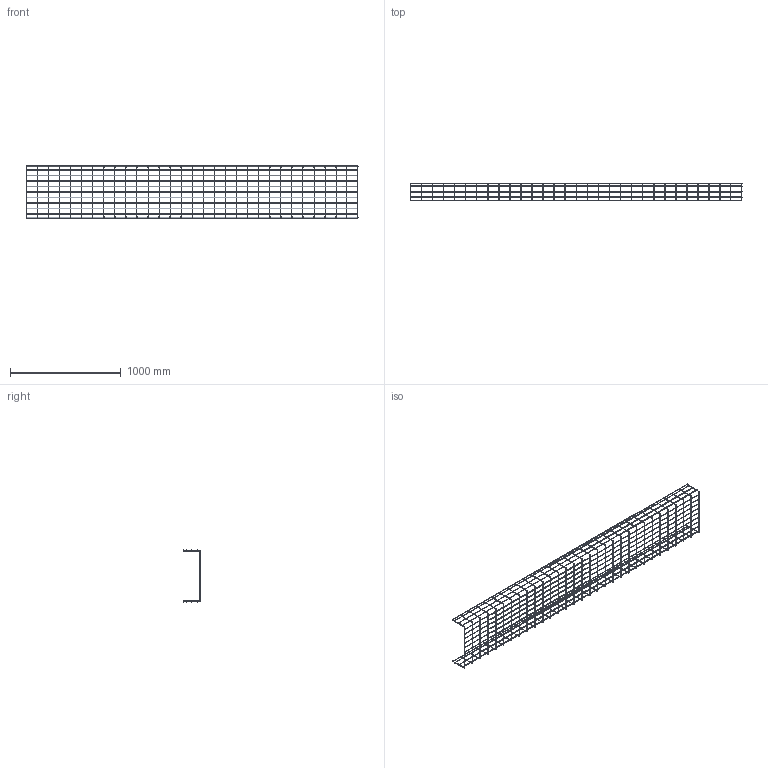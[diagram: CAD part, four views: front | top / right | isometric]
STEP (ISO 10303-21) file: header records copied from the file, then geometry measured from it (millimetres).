
FILE_DESCRIPTION (( 'STEP AP214' ), '1' );
FILE_NAME ('LCM15450-BLK_3D.step', '2024-04-19T22:05:20', ( '' ), ( '' ), 'SwSTEP 2.0', 'SolidWorks 2022', '' );
FILE_SCHEMA (( 'AUTOMOTIVE_DESIGN' ));
Length unit declared in the file: millimetre
Products named in the file (1): LCM15450-BLK_3D
Bounding box: 3000 x 159.99 x 470 mm (x, y, z)
Volume: 1459391.3 mm3; surface area: 1169520.7 mm2
Topology: 48 solids, 48 shells, 440 faces, 784 edges, 440 vertices
Faces by surface type: cylinder 220, torus 124, plane 96
Entity records: 10913 total; most frequent: CARTESIAN_POINT 2241, DIRECTION 1846, ORIENTED_EDGE 1568, AXIS2_PLACEMENT_3D 813, EDGE_CURVE 784, ADVANCED_FACE 440, EDGE_LOOP 440, FACE_OUTER_BOUND 440
